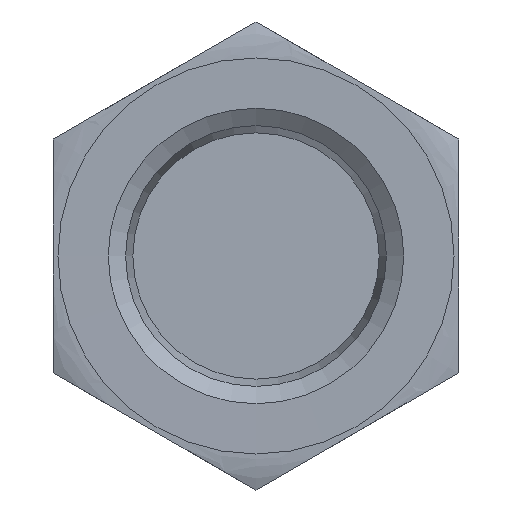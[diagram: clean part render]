
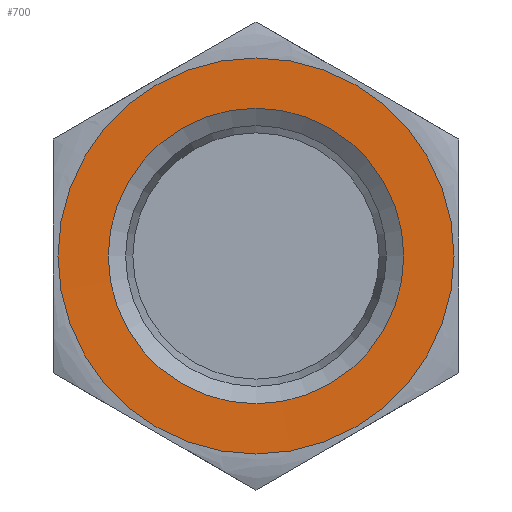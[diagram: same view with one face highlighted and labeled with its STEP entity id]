
A CAD part, left-side view. The second image highlights one B-rep face of the part: STEP entity #700.
In plain terms, the highlighted conical face has half-angle 89.805 degrees and reference radius 6.84 mm.
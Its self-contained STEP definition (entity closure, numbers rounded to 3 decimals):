
#7 = CARTESIAN_POINT ( 'NONE',  ( -10.933, 0., 5.104 ) ) ;
#12 = VERTEX_POINT ( 'NONE', #714 ) ;
#25 = DIRECTION ( 'NONE',  ( 0., 0., 1. ) ) ;
#36 = DIRECTION ( 'NONE',  ( 0., 0., 1. ) ) ;
#62 = EDGE_CURVE ( 'NONE', #281, #281, #95, .T. ) ;
#74 = AXIS2_PLACEMENT_3D ( 'NONE', #444, #875, #25 ) ;
#91 = FACE_BOUND ( 'NONE', #136, .T. ) ;
#95 = CIRCLE ( 'NONE', #303, 5.104 ) ;
#103 = EDGE_CURVE ( 'NONE', #12, #12, #627, .T. ) ;
#136 = EDGE_LOOP ( 'NONE', ( #405 ) ) ;
#163 = AXIS2_PLACEMENT_3D ( 'NONE', #197, #766, #549 ) ;
#197 = CARTESIAN_POINT ( 'NONE',  ( -10.939, 0., 0. ) ) ;
#281 = VERTEX_POINT ( 'NONE', #7 ) ;
#303 = AXIS2_PLACEMENT_3D ( 'NONE', #804, #667, #36 ) ;
#405 = ORIENTED_EDGE ( 'NONE', *, *, #62, .F. ) ;
#444 = CARTESIAN_POINT ( 'NONE',  ( -10.939, 0., 0. ) ) ;
#490 = CONICAL_SURFACE ( 'NONE', #163, 6.84, 1.567 ) ;
#549 = DIRECTION ( 'NONE',  ( 0., 0., 1. ) ) ;
#627 = CIRCLE ( 'NONE', #74, 6.84 ) ;
#634 = FACE_OUTER_BOUND ( 'NONE', #764, .T. ) ;
#667 = DIRECTION ( 'NONE',  ( -1., 0., 0. ) ) ;
#700 = ADVANCED_FACE ( 'NONE', ( #91, #634 ), #490, .F. ) ;
#714 = CARTESIAN_POINT ( 'NONE',  ( -10.939, 0., 6.84 ) ) ;
#764 = EDGE_LOOP ( 'NONE', ( #926 ) ) ;
#766 = DIRECTION ( 'NONE',  ( -1., 0., 0. ) ) ;
#804 = CARTESIAN_POINT ( 'NONE',  ( -10.933, 0., 0. ) ) ;
#875 = DIRECTION ( 'NONE',  ( -1., 0., 0. ) ) ;
#926 = ORIENTED_EDGE ( 'NONE', *, *, #103, .T. ) ;
